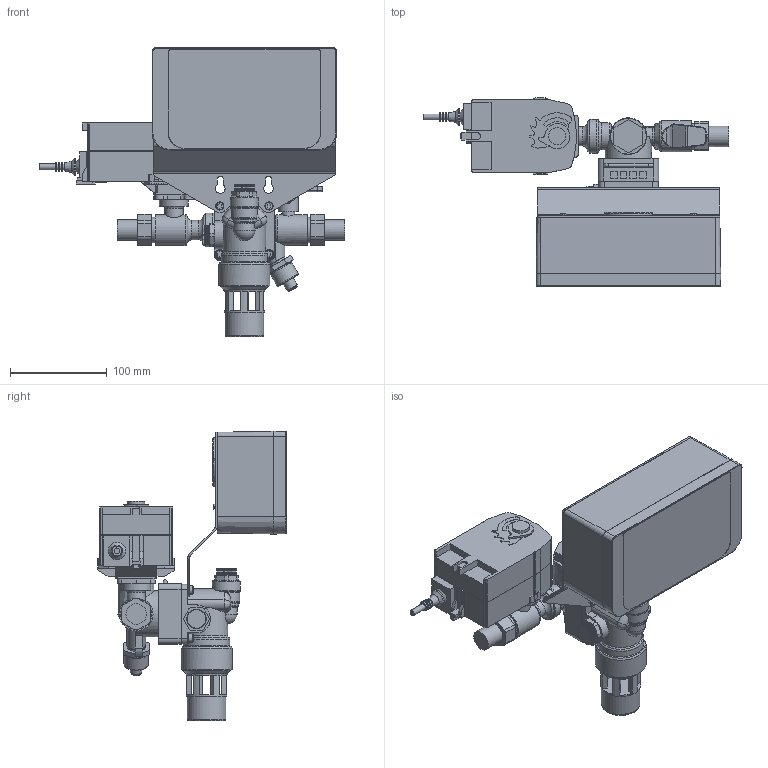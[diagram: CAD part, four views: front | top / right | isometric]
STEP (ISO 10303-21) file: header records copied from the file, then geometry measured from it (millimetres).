
FILE_DESCRIPTION(/* description */ (''),/* implementation_level */ '2;1');
FILE_NAME(/* name */ '3d_Reflex''FillcontrolSmart''-6813500.stp',/* time_stamp */ '2024-09-13T10:33:08+02:00',/* author */ ('Andrzej'),/* organization */ (''),/* preprocessor_version */ 'ST-DEVELOPER v16.13',/* originating_system */ 'AutoCAD Mechanical',/* authorisation */ '');
FILE_SCHEMA (('AUTOMOTIVE_DESIGN { 1 0 10303 214 3 1 1 }'));
Products named in the file (1): Product
Bounding box: 317 x 195.53 x 299.93 mm (x, y, z)
Volume: 2610329 mm3; surface area: 359391.3 mm2
Topology: 16 solids, 16 shells, 1833 faces, 5000 edges, 3258 vertices
Faces by surface type: plane 1256, cylinder 453, torus 61, bspline 36, cone 24, sphere 3
Full cylindrical faces by diameter (mm): 3.5 x4, 4 x1, 5.6 x4, 6 x10, 8.5 x4, 9.5 x8, 10 x11, 10.3 x1, 11.3 x1, 11.5 x1, 12 x1, 13.5 x1, 16.5 x1, 17.869 x1, 18 x1, 18.9 x1, 19 x1, 20 x1, 21.1 x1, 21.3 x2, 25.4 x1, 26.4 x2, 26.6 x1, 28 x1, 29 x1, 30 x2, 32 x3, 35 x1, 37 x1, 40 x1
Entity records: 58605 total; most frequent: CARTESIAN_POINT 11988, ORIENTED_EDGE 9746, DIRECTION 9471, EDGE_CURVE 4872, LINE 3651, VECTOR 3651, VERTEX_POINT 3237, AXIS2_PLACEMENT_3D 2910
